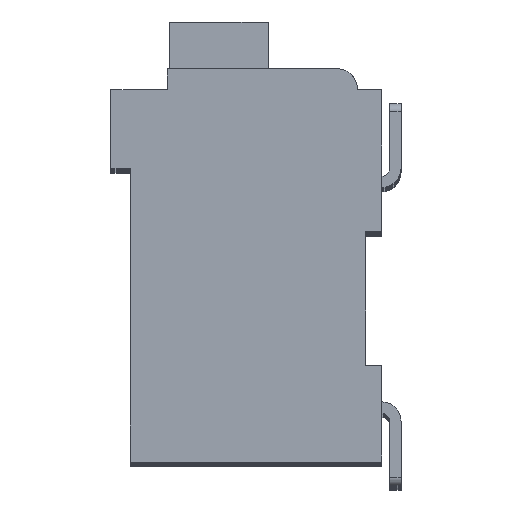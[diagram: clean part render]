
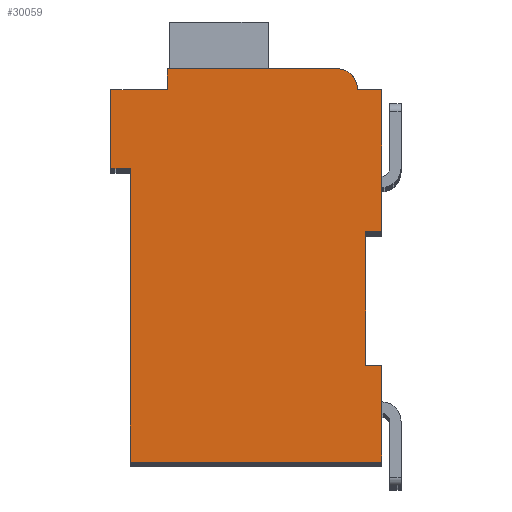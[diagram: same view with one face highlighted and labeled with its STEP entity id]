
A CAD part, top view. The second image highlights one B-rep face of the part: STEP entity #30059.
In plain terms, the highlighted planar face has unit normal (0, 0, 1).
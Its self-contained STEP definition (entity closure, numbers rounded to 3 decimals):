
#5378=DIRECTION('',(1.,0.,0.));
#5379=VECTOR('',#5378,0.5);
#5380=CARTESIAN_POINT('',(7.3,7.15,2.1));
#5381=LINE('',#5380,#5379);
#5382=DIRECTION('',(0.,1.,0.));
#5383=VECTOR('',#5382,4.15);
#5384=CARTESIAN_POINT('',(7.3,3.,2.1));
#5385=LINE('',#5384,#5383);
#5386=DIRECTION('',(-1.,0.,0.));
#5387=VECTOR('',#5386,0.5);
#5388=CARTESIAN_POINT('',(7.8,3.,2.1));
#5389=LINE('',#5388,#5387);
#5390=DIRECTION('',(0.,1.,0.));
#5391=VECTOR('',#5390,3.);
#5392=CARTESIAN_POINT('',(7.8,0.,2.1));
#5393=LINE('',#5392,#5391);
#5394=DIRECTION('',(1.,0.,0.));
#5395=VECTOR('',#5394,7.8);
#5396=CARTESIAN_POINT('',(0.,0.,2.1));
#5397=LINE('',#5396,#5395);
#5398=DIRECTION('',(0.,-1.,0.));
#5399=VECTOR('',#5398,9.1);
#5400=CARTESIAN_POINT('',(0.,9.1,2.1));
#5401=LINE('',#5400,#5399);
#5402=DIRECTION('',(1.,0.,0.));
#5403=VECTOR('',#5402,0.6);
#5404=CARTESIAN_POINT('',(-0.6,9.1,2.1));
#5405=LINE('',#5404,#5403);
#5406=DIRECTION('',(0.,-1.,0.));
#5407=VECTOR('',#5406,2.45);
#5408=CARTESIAN_POINT('',(-0.6,11.55,2.1));
#5409=LINE('',#5408,#5407);
#5410=DIRECTION('',(-1.,0.,0.));
#5411=VECTOR('',#5410,1.75);
#5412=CARTESIAN_POINT('',(1.15,11.55,2.1));
#5413=LINE('',#5412,#5411);
#5414=DIRECTION('',(0.,-1.,0.));
#5415=VECTOR('',#5414,0.65);
#5416=CARTESIAN_POINT('',(1.15,12.2,2.1));
#5417=LINE('',#5416,#5415);
#5418=DIRECTION('',(-1.,0.,0.));
#5419=VECTOR('',#5418,5.25);
#5420=CARTESIAN_POINT('',(6.4,12.2,2.1));
#5421=LINE('',#5420,#5419);
#5422=CARTESIAN_POINT('',(6.4,11.55,2.1));
#5423=DIRECTION('',(0.,0.,1.));
#5424=DIRECTION('',(1.,0.,0.));
#5425=AXIS2_PLACEMENT_3D('',#5422,#5423,#5424);
#5427=DIRECTION('',(-1.,0.,0.));
#5428=VECTOR('',#5427,0.75);
#5429=CARTESIAN_POINT('',(7.8,11.55,2.1));
#5430=LINE('',#5429,#5428);
#5431=DIRECTION('',(0.,1.,0.));
#5432=VECTOR('',#5431,4.4);
#5433=CARTESIAN_POINT('',(7.8,7.15,2.1));
#5434=LINE('',#5433,#5432);
#19615=CARTESIAN_POINT('',(7.3,7.15,2.1));
#19616=CARTESIAN_POINT('',(7.8,7.15,2.1));
#19617=VERTEX_POINT('',#19615);
#19618=VERTEX_POINT('',#19616);
#19619=CARTESIAN_POINT('',(7.8,11.55,2.1));
#19620=VERTEX_POINT('',#19619);
#19621=CARTESIAN_POINT('',(7.05,11.55,2.1));
#19622=VERTEX_POINT('',#19621);
#19623=CARTESIAN_POINT('',(6.4,12.2,2.1));
#19624=VERTEX_POINT('',#19623);
#19625=CARTESIAN_POINT('',(1.15,12.2,2.1));
#19626=VERTEX_POINT('',#19625);
#19627=CARTESIAN_POINT('',(1.15,11.55,2.1));
#19628=VERTEX_POINT('',#19627);
#19629=CARTESIAN_POINT('',(-0.6,11.55,2.1));
#19630=VERTEX_POINT('',#19629);
#19631=CARTESIAN_POINT('',(-0.6,9.1,2.1));
#19632=VERTEX_POINT('',#19631);
#19633=CARTESIAN_POINT('',(0.,9.1,2.1));
#19634=VERTEX_POINT('',#19633);
#19635=CARTESIAN_POINT('',(0.,0.,2.1));
#19636=VERTEX_POINT('',#19635);
#19637=CARTESIAN_POINT('',(7.8,0.,2.1));
#19638=VERTEX_POINT('',#19637);
#19639=CARTESIAN_POINT('',(7.8,3.,2.1));
#19640=VERTEX_POINT('',#19639);
#19641=CARTESIAN_POINT('',(7.3,3.,2.1));
#19642=VERTEX_POINT('',#19641);
#30035=CARTESIAN_POINT('',(0.,0.,2.1));
#30036=DIRECTION('',(0.,0.,1.));
#30037=DIRECTION('',(1.,0.,0.));
#30038=AXIS2_PLACEMENT_3D('',#30035,#30036,#30037);
#30039=PLANE('',#30038);
#30040=ORIENTED_EDGE('',*,*,#25736,.F.);
#30041=ORIENTED_EDGE('',*,*,#26702,.F.);
#30043=ORIENTED_EDGE('',*,*,#30042,.F.);
#30045=ORIENTED_EDGE('',*,*,#30044,.F.);
#30047=ORIENTED_EDGE('',*,*,#30046,.F.);
#30048=ORIENTED_EDGE('',*,*,#27464,.F.);
#30049=ORIENTED_EDGE('',*,*,#27656,.F.);
#30050=ORIENTED_EDGE('',*,*,#28005,.F.);
#30051=ORIENTED_EDGE('',*,*,#28359,.F.);
#30052=ORIENTED_EDGE('',*,*,#28428,.F.);
#30053=ORIENTED_EDGE('',*,*,#28937,.F.);
#30054=ORIENTED_EDGE('',*,*,#29711,.F.);
#30055=ORIENTED_EDGE('',*,*,#29519,.F.);
#30056=ORIENTED_EDGE('',*,*,#26258,.F.);
#30057=EDGE_LOOP('',(#30040,#30041,#30043,#30045,#30047,#30048,#30049,#30050,
#30051,#30052,#30053,#30054,#30055,#30056));
#30058=FACE_OUTER_BOUND('',#30057,.F.);
#5426=CIRCLE('',#5425,0.65);
#25736=EDGE_CURVE('',#19617,#19618,#5381,.T.);
#26258=EDGE_CURVE('',#19618,#19620,#5434,.T.);
#26702=EDGE_CURVE('',#19642,#19617,#5385,.T.);
#27464=EDGE_CURVE('',#19634,#19636,#5401,.T.);
#27656=EDGE_CURVE('',#19632,#19634,#5405,.T.);
#28005=EDGE_CURVE('',#19630,#19632,#5409,.T.);
#28359=EDGE_CURVE('',#19628,#19630,#5413,.T.);
#28428=EDGE_CURVE('',#19626,#19628,#5417,.T.);
#28937=EDGE_CURVE('',#19624,#19626,#5421,.T.);
#29519=EDGE_CURVE('',#19620,#19622,#5430,.T.);
#29711=EDGE_CURVE('',#19622,#19624,#5426,.T.);
#30042=EDGE_CURVE('',#19640,#19642,#5389,.T.);
#30044=EDGE_CURVE('',#19638,#19640,#5393,.T.);
#30046=EDGE_CURVE('',#19636,#19638,#5397,.T.);
#30059=ADVANCED_FACE('',(#30058),#30039,.T.);
